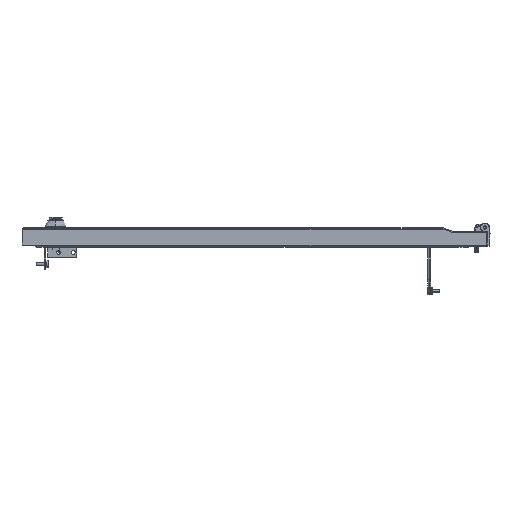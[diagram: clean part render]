
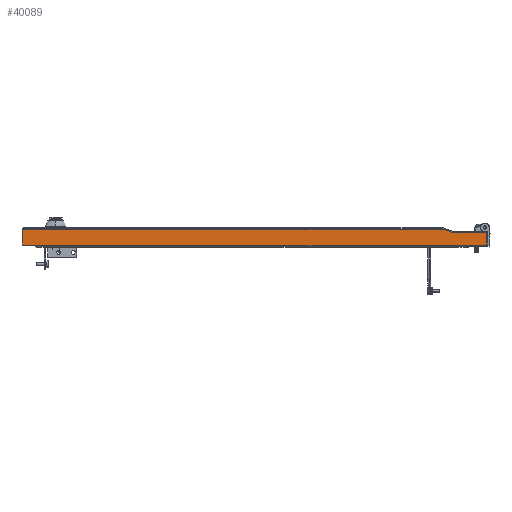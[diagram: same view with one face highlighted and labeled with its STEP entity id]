
A CAD part, front view. The second image highlights one B-rep face of the part: STEP entity #40089.
In plain terms, the highlighted planar face has unit normal (0, -1, 0).
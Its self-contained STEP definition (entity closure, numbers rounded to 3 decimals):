
#440 = CARTESIAN_POINT ( 'NONE',  ( -359.364, -1006.5, -2.8 ) ) ;
#649 = CARTESIAN_POINT ( 'NONE',  ( 360.935, -1006.5, -2.8 ) ) ;
#1282 = VECTOR ( 'NONE', #27826, 1000. ) ;
#3201 = VECTOR ( 'NONE', #20151, 1000. ) ;
#3232 = EDGE_CURVE ( 'NONE', #49388, #23227, #19171, .T. ) ;
#3705 = DIRECTION ( 'NONE',  ( 0., 0., -1. ) ) ;
#3825 = VERTEX_POINT ( 'NONE', #8240 ) ;
#4956 = EDGE_CURVE ( 'NONE', #11848, #15940, #33219, .T. ) ;
#5222 = VERTEX_POINT ( 'NONE', #61818 ) ;
#5452 = EDGE_CURVE ( 'NONE', #7860, #18472, #14988, .T. ) ;
#6029 = ORIENTED_EDGE ( 'NONE', *, *, #44935, .F. ) ;
#6102 = ORIENTED_EDGE ( 'NONE', *, *, #57349, .F. ) ;
#7204 = LINE ( 'NONE', #44606, #44206 ) ;
#7265 = DIRECTION ( 'NONE',  ( 0.94, 0., -0.342 ) ) ;
#7595 = CARTESIAN_POINT ( 'NONE',  ( 435.567, -1006.5, -8.453 ) ) ;
#7860 = VERTEX_POINT ( 'NONE', #649 ) ;
#8240 = CARTESIAN_POINT ( 'NONE',  ( 437.567, -1006.5, -10.453 ) ) ;
#8411 = DIRECTION ( 'NONE',  ( 0., 1., 0. ) ) ;
#8483 = CARTESIAN_POINT ( 'NONE',  ( 437.567, -1006.5, -29.953 ) ) ;
#8758 = PLANE ( 'NONE',  #46236 ) ;
#9064 = CARTESIAN_POINT ( 'NONE',  ( 0., -1006.5, 0. ) ) ;
#10100 = LINE ( 'NONE', #46542, #18660 ) ;
#11777 = VECTOR ( 'NONE', #36714, 1000. ) ;
#11848 = VERTEX_POINT ( 'NONE', #54952 ) ;
#12394 = CARTESIAN_POINT ( 'NONE',  ( 362.263, -1006.5, -1.9 ) ) ;
#12525 = ORIENTED_EDGE ( 'NONE', *, *, #5452, .F. ) ;
#13232 = CARTESIAN_POINT ( 'NONE',  ( -359.364, -1006.5, -30. ) ) ;
#13837 = CARTESIAN_POINT ( 'NONE',  ( -359.364, -1006.5, -2.8 ) ) ;
#13880 = VECTOR ( 'NONE', #58659, 1000. ) ;
#14988 = LINE ( 'NONE', #35581, #19927 ) ;
#15209 = EDGE_CURVE ( 'NONE', #58189, #49388, #35301, .T. ) ;
#15261 = DIRECTION ( 'NONE',  ( 0., 0., -1. ) ) ;
#15940 = VERTEX_POINT ( 'NONE', #45504 ) ;
#18472 = VERTEX_POINT ( 'NONE', #51356 ) ;
#18660 = VECTOR ( 'NONE', #37102, 1000. ) ;
#19095 = CIRCLE ( 'NONE', #37390, 4. ) ;
#19141 = ORIENTED_EDGE ( 'NONE', *, *, #61114, .T. ) ;
#19171 = LINE ( 'NONE', #44479, #13880 ) ;
#19927 = VECTOR ( 'NONE', #51098, 1000. ) ;
#20151 = DIRECTION ( 'NONE',  ( -1., 0., -0.001 ) ) ;
#21412 = ORIENTED_EDGE ( 'NONE', *, *, #43206, .F. ) ;
#22663 = EDGE_CURVE ( 'NONE', #64639, #5222, #22788, .T. ) ;
#22788 = LINE ( 'NONE', #7595, #1282 ) ;
#23227 = VERTEX_POINT ( 'NONE', #13232 ) ;
#27053 = ORIENTED_EDGE ( 'NONE', *, *, #22663, .F. ) ;
#27826 = DIRECTION ( 'NONE',  ( 1., 0., 0. ) ) ;
#29154 = CARTESIAN_POINT ( 'NONE',  ( 379.605, -1006.5, -8.212 ) ) ;
#29729 = EDGE_CURVE ( 'NONE', #3825, #58189, #10100, .T. ) ;
#30590 = CARTESIAN_POINT ( 'NONE',  ( 380.973, -1006.5, -4.453 ) ) ;
#31483 = CARTESIAN_POINT ( 'NONE',  ( 380.973, -1006.5, -8.453 ) ) ;
#33219 = LINE ( 'NONE', #29154, #43736 ) ;
#35301 = LINE ( 'NONE', #61251, #3201 ) ;
#35581 = CARTESIAN_POINT ( 'NONE',  ( 360.935, -1006.5, -2.8 ) ) ;
#36714 = DIRECTION ( 'NONE',  ( 0.342, 0., 0.94 ) ) ;
#37102 = DIRECTION ( 'NONE',  ( 0., 0., -1. ) ) ;
#37390 = AXIS2_PLACEMENT_3D ( 'NONE', #30590, #45755, #40672 ) ;
#38388 = DIRECTION ( 'NONE',  ( 0., 1., 0. ) ) ;
#40089 = ADVANCED_FACE ( 'NONE', ( #49267 ), #8758, .F. ) ;
#40672 = DIRECTION ( 'NONE',  ( -1., 0., 0. ) ) ;
#40851 = EDGE_LOOP ( 'NONE', ( #50887, #19141, #48016, #45936, #46383, #21412, #27053, #6029, #52745, #6102, #12525 ) ) ;
#42693 = CARTESIAN_POINT ( 'NONE',  ( 360.935, -1006.5, -30. ) ) ;
#43206 = EDGE_CURVE ( 'NONE', #5222, #3825, #44394, .T. ) ;
#43450 = CARTESIAN_POINT ( 'NONE',  ( 435.567, -1006.5, -10.453 ) ) ;
#43736 = VECTOR ( 'NONE', #7265, 1000. ) ;
#43744 = VERTEX_POINT ( 'NONE', #13837 ) ;
#44206 = VECTOR ( 'NONE', #53719, 1000. ) ;
#44394 = CIRCLE ( 'NONE', #54084, 2. ) ;
#44479 = CARTESIAN_POINT ( 'NONE',  ( -358.135, -1006.5, -30. ) ) ;
#44606 = CARTESIAN_POINT ( 'NONE',  ( 360.935, -1006.5, -2.8 ) ) ;
#44935 = EDGE_CURVE ( 'NONE', #15940, #64639, #19095, .T. ) ;
#45504 = CARTESIAN_POINT ( 'NONE',  ( 379.605, -1006.5, -8.212 ) ) ;
#45755 = DIRECTION ( 'NONE',  ( 0., -1., 0. ) ) ;
#45936 = ORIENTED_EDGE ( 'NONE', *, *, #15209, .F. ) ;
#46236 = AXIS2_PLACEMENT_3D ( 'NONE', #9064, #8411, #3705 ) ;
#46383 = ORIENTED_EDGE ( 'NONE', *, *, #29729, .F. ) ;
#46542 = CARTESIAN_POINT ( 'NONE',  ( 437.567, -1006.5, -29.953 ) ) ;
#48016 = ORIENTED_EDGE ( 'NONE', *, *, #3232, .F. ) ;
#49267 = FACE_OUTER_BOUND ( 'NONE', #40851, .T. ) ;
#49388 = VERTEX_POINT ( 'NONE', #42693 ) ;
#50887 = ORIENTED_EDGE ( 'NONE', *, *, #54607, .F. ) ;
#51098 = DIRECTION ( 'NONE',  ( 1., 0., 0. ) ) ;
#51356 = CARTESIAN_POINT ( 'NONE',  ( 361.935, -1006.5, -2.8 ) ) ;
#52745 = ORIENTED_EDGE ( 'NONE', *, *, #4956, .F. ) ;
#52915 = DIRECTION ( 'NONE',  ( 1., 0., 0. ) ) ;
#53719 = DIRECTION ( 'NONE',  ( 1., 0., 0. ) ) ;
#54084 = AXIS2_PLACEMENT_3D ( 'NONE', #43450, #38388, #52915 ) ;
#54607 = EDGE_CURVE ( 'NONE', #43744, #7860, #7204, .T. ) ;
#54952 = CARTESIAN_POINT ( 'NONE',  ( 362.263, -1006.5, -1.9 ) ) ;
#56462 = VECTOR ( 'NONE', #15261, 1000. ) ;
#57349 = EDGE_CURVE ( 'NONE', #18472, #11848, #58605, .T. ) ;
#58189 = VERTEX_POINT ( 'NONE', #8483 ) ;
#58605 = LINE ( 'NONE', #12394, #11777 ) ;
#58659 = DIRECTION ( 'NONE',  ( -1., 0., 0. ) ) ;
#61114 = EDGE_CURVE ( 'NONE', #43744, #23227, #66519, .T. ) ;
#61251 = CARTESIAN_POINT ( 'NONE',  ( 360.935, -1006.5, -30. ) ) ;
#61818 = CARTESIAN_POINT ( 'NONE',  ( 435.567, -1006.5, -8.453 ) ) ;
#64639 = VERTEX_POINT ( 'NONE', #31483 ) ;
#66519 = LINE ( 'NONE', #440, #56462 ) ;
